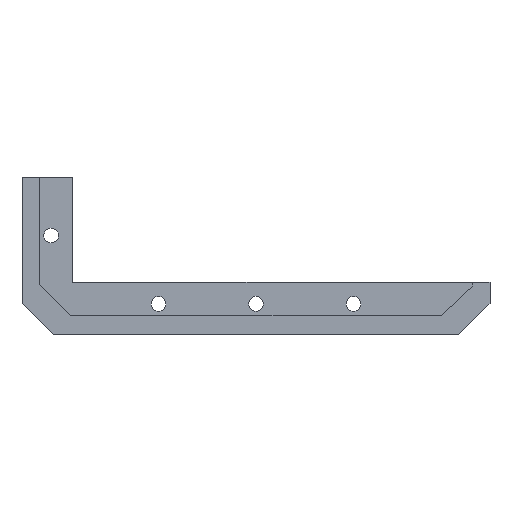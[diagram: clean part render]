
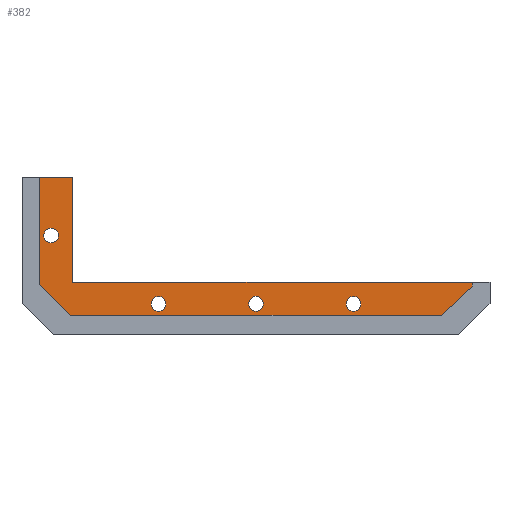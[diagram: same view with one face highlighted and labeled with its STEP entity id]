
A CAD part, top view. The second image highlights one B-rep face of the part: STEP entity #382.
In plain terms, the highlighted planar face has unit normal (0, 0, 1).
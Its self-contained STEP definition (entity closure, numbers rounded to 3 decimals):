
#19=FACE_BOUND('',#65,.T.);
#20=FACE_BOUND('',#66,.T.);
#21=FACE_BOUND('',#67,.T.);
#22=FACE_BOUND('',#68,.T.);
#31=CIRCLE('',#405,1.89);
#32=CIRCLE('',#406,1.89);
#33=CIRCLE('',#407,1.89);
#34=CIRCLE('',#408,1.89);
#44=FACE_OUTER_BOUND('',#64,.T.);
#64=EDGE_LOOP('',(#281,#282,#283,#284,#285,#286,#287,#288));
#65=EDGE_LOOP('',(#289));
#66=EDGE_LOOP('',(#290));
#67=EDGE_LOOP('',(#291));
#68=EDGE_LOOP('',(#292));
#93=LINE('',#535,#135);
#97=LINE('',#542,#139);
#100=LINE('',#548,#142);
#103=LINE('',#554,#145);
#106=LINE('',#560,#148);
#107=LINE('',#564,#149);
#108=LINE('',#565,#150);
#109=LINE('',#566,#151);
#135=VECTOR('',#433,27.5);
#139=VECTOR('',#439,11.314);
#142=VECTOR('',#444,95.005);
#145=VECTOR('',#449,10.966);
#148=VECTOR('',#454,1.);
#149=VECTOR('',#457,27.);
#150=VECTOR('',#458,8.5);
#151=VECTOR('',#459,102.505);
#177=VERTEX_POINT('',#532);
#178=VERTEX_POINT('',#534);
#180=VERTEX_POINT('',#540);
#182=VERTEX_POINT('',#546);
#184=VERTEX_POINT('',#552);
#186=VERTEX_POINT('',#558);
#187=VERTEX_POINT('',#562);
#188=VERTEX_POINT('',#563);
#189=VERTEX_POINT('',#567);
#190=VERTEX_POINT('',#569);
#191=VERTEX_POINT('',#571);
#192=VERTEX_POINT('',#573);
#213=EDGE_CURVE('',#177,#178,#93,.T.);
#217=EDGE_CURVE('',#180,#177,#97,.T.);
#220=EDGE_CURVE('',#182,#180,#100,.T.);
#223=EDGE_CURVE('',#184,#182,#103,.T.);
#226=EDGE_CURVE('',#186,#184,#106,.T.);
#227=EDGE_CURVE('',#187,#188,#107,.T.);
#228=EDGE_CURVE('',#178,#187,#108,.T.);
#229=EDGE_CURVE('',#188,#186,#109,.T.);
#230=EDGE_CURVE('',#189,#189,#31,.T.);
#231=EDGE_CURVE('',#190,#190,#32,.T.);
#232=EDGE_CURVE('',#191,#191,#33,.T.);
#233=EDGE_CURVE('',#192,#192,#34,.T.);
#281=ORIENTED_EDGE('',*,*,#227,.F.);
#282=ORIENTED_EDGE('',*,*,#228,.F.);
#283=ORIENTED_EDGE('',*,*,#213,.F.);
#284=ORIENTED_EDGE('',*,*,#217,.F.);
#285=ORIENTED_EDGE('',*,*,#220,.F.);
#286=ORIENTED_EDGE('',*,*,#223,.F.);
#287=ORIENTED_EDGE('',*,*,#226,.F.);
#288=ORIENTED_EDGE('',*,*,#229,.F.);
#289=ORIENTED_EDGE('',*,*,#230,.F.);
#290=ORIENTED_EDGE('',*,*,#231,.F.);
#291=ORIENTED_EDGE('',*,*,#232,.F.);
#292=ORIENTED_EDGE('',*,*,#233,.F.);
#366=PLANE('',#404);
#382=ADVANCED_FACE('',(#44,#19,#20,#21,#22),#366,.F.);
#404=AXIS2_PLACEMENT_3D('',#561,#455,#456);
#405=AXIS2_PLACEMENT_3D('',#568,#460,#461);
#406=AXIS2_PLACEMENT_3D('',#570,#462,#463);
#407=AXIS2_PLACEMENT_3D('',#572,#464,#465);
#408=AXIS2_PLACEMENT_3D('',#574,#466,#467);
#433=DIRECTION('',(0.,1.,0.));
#439=DIRECTION('',(-0.707,0.707,0.));
#444=DIRECTION('',(-1.,0.,0.));
#449=DIRECTION('',(-0.73,-0.684,0.));
#454=DIRECTION('',(0.,-1.,0.));
#455=DIRECTION('center_axis',(0.,0.,-1.));
#456=DIRECTION('ref_axis',(-1.,0.,0.));
#457=DIRECTION('',(0.,-1.,0.));
#458=DIRECTION('',(1.,0.,0.));
#459=DIRECTION('',(1.,0.,0.));
#460=DIRECTION('center_axis',(0.,0.,1.));
#461=DIRECTION('ref_axis',(-1.,0.,0.));
#462=DIRECTION('center_axis',(0.,0.,1.));
#463=DIRECTION('ref_axis',(-1.,0.,0.));
#464=DIRECTION('center_axis',(0.,0.,1.));
#465=DIRECTION('ref_axis',(-1.,0.,0.));
#466=DIRECTION('center_axis',(0.,0.,1.));
#467=DIRECTION('ref_axis',(-1.,0.,0.));
#532=CARTESIAN_POINT('',(-8.5,-0.5,2.));
#534=CARTESIAN_POINT('',(-8.5,27.,2.));
#535=CARTESIAN_POINT('',(-8.5,27.,2.));
#540=CARTESIAN_POINT('',(-0.5,-8.5,2.));
#542=CARTESIAN_POINT('',(-8.5,-0.5,2.));
#546=CARTESIAN_POINT('',(94.505,-8.5,2.));
#548=CARTESIAN_POINT('',(-0.5,-8.5,2.));
#552=CARTESIAN_POINT('',(102.505,-1.,2.));
#554=CARTESIAN_POINT('',(94.505,-8.5,2.));
#558=CARTESIAN_POINT('',(102.505,0.,2.));
#560=CARTESIAN_POINT('',(102.505,-1.,2.));
#561=CARTESIAN_POINT('Origin',(37.285,0.167,2.));
#562=CARTESIAN_POINT('',(0.,27.,2.));
#563=CARTESIAN_POINT('',(0.,0.,2.));
#564=CARTESIAN_POINT('',(0.,0.083,2.));
#565=CARTESIAN_POINT('',(18.642,27.,2.));
#566=CARTESIAN_POINT('',(72.145,0.,2.));
#567=CARTESIAN_POINT('',(73.902,-5.5,2.));
#568=CARTESIAN_POINT('Origin',(72.012,-5.5,2.));
#569=CARTESIAN_POINT('',(48.902,-5.5,2.));
#570=CARTESIAN_POINT('Origin',(47.012,-5.5,2.));
#571=CARTESIAN_POINT('',(23.902,-5.5,2.));
#572=CARTESIAN_POINT('Origin',(22.012,-5.5,2.));
#573=CARTESIAN_POINT('',(-3.61,12.,2.));
#574=CARTESIAN_POINT('Origin',(-5.5,12.,2.));
